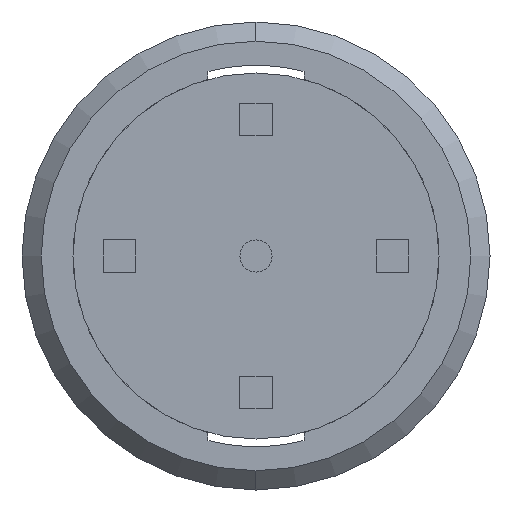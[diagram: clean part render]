
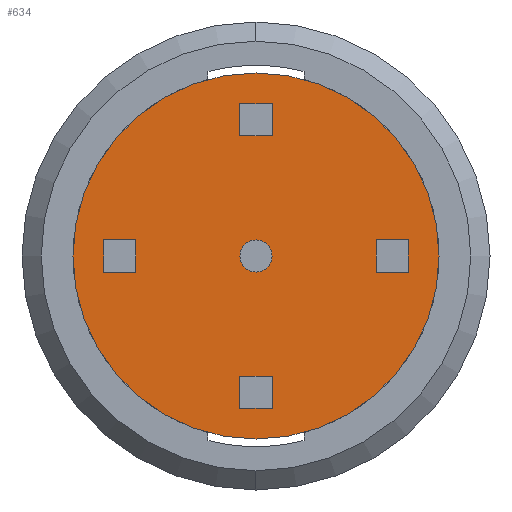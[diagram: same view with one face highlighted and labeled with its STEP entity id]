
A CAD part, front view. The second image highlights one B-rep face of the part: STEP entity #634.
In plain terms, the highlighted planar face has unit normal (0, -1, 0).
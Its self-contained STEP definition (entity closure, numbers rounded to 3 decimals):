
#19=CARTESIAN_POINT('',(0.,0.,0.));
#20=DIRECTION('',(0.,1.,0.));
#21=DIRECTION('',(0.,0.,1.));
#22=AXIS2_PLACEMENT_3D('',#19,#20,#21);
#24=CARTESIAN_POINT('',(0.,0.,0.));
#25=DIRECTION('',(0.,1.,0.));
#26=DIRECTION('',(0.,0.,-1.));
#27=AXIS2_PLACEMENT_3D('',#24,#25,#26);
#29=CARTESIAN_POINT('',(0.,0.,0.));
#30=DIRECTION('',(0.,-1.,0.));
#31=DIRECTION('',(0.,0.,1.));
#32=AXIS2_PLACEMENT_3D('',#29,#30,#31);
#34=CARTESIAN_POINT('',(0.,0.,0.));
#35=DIRECTION('',(0.,-1.,0.));
#36=DIRECTION('',(0.,0.,-1.));
#37=AXIS2_PLACEMENT_3D('',#34,#35,#36);
#235=DIRECTION('',(-1.,0.,0.));
#236=VECTOR('',#235,1.);
#237=CARTESIAN_POINT('',(4.75,0.,-0.5));
#238=LINE('',#237,#236);
#243=DIRECTION('',(0.,0.,1.));
#244=VECTOR('',#243,1.);
#245=CARTESIAN_POINT('',(3.75,0.,-0.5));
#246=LINE('',#245,#244);
#251=DIRECTION('',(1.,0.,0.));
#252=VECTOR('',#251,1.);
#253=CARTESIAN_POINT('',(3.75,0.,0.5));
#254=LINE('',#253,#252);
#259=DIRECTION('',(0.,0.,-1.));
#260=VECTOR('',#259,1.);
#261=CARTESIAN_POINT('',(4.75,0.,0.5));
#262=LINE('',#261,#260);
#283=DIRECTION('',(0.,0.,-1.));
#284=VECTOR('',#283,1.);
#285=CARTESIAN_POINT('',(-3.75,0.,0.5));
#286=LINE('',#285,#284);
#291=DIRECTION('',(-1.,0.,0.));
#292=VECTOR('',#291,1.);
#293=CARTESIAN_POINT('',(-3.75,0.,-0.5));
#294=LINE('',#293,#292);
#299=DIRECTION('',(0.,0.,1.));
#300=VECTOR('',#299,1.);
#301=CARTESIAN_POINT('',(-4.75,0.,-0.5));
#302=LINE('',#301,#300);
#307=DIRECTION('',(1.,0.,0.));
#308=VECTOR('',#307,1.);
#309=CARTESIAN_POINT('',(-4.75,0.,0.5));
#310=LINE('',#309,#308);
#331=DIRECTION('',(0.,0.,-1.));
#332=VECTOR('',#331,1.);
#333=CARTESIAN_POINT('',(0.5,0.,4.75));
#334=LINE('',#333,#332);
#339=DIRECTION('',(-1.,0.,0.));
#340=VECTOR('',#339,1.);
#341=CARTESIAN_POINT('',(0.5,0.,3.75));
#342=LINE('',#341,#340);
#347=DIRECTION('',(0.,0.,1.));
#348=VECTOR('',#347,1.);
#349=CARTESIAN_POINT('',(-0.5,0.,3.75));
#350=LINE('',#349,#348);
#355=DIRECTION('',(1.,0.,0.));
#356=VECTOR('',#355,1.);
#357=CARTESIAN_POINT('',(-0.5,0.,4.75));
#358=LINE('',#357,#356);
#379=DIRECTION('',(1.,0.,0.));
#380=VECTOR('',#379,1.);
#381=CARTESIAN_POINT('',(-0.5,0.,-3.75));
#382=LINE('',#381,#380);
#387=DIRECTION('',(0.,0.,-1.));
#388=VECTOR('',#387,1.);
#389=CARTESIAN_POINT('',(0.5,0.,-3.75));
#390=LINE('',#389,#388);
#395=DIRECTION('',(-1.,0.,0.));
#396=VECTOR('',#395,1.);
#397=CARTESIAN_POINT('',(0.5,0.,-4.75));
#398=LINE('',#397,#396);
#403=DIRECTION('',(0.,0.,1.));
#404=VECTOR('',#403,1.);
#405=CARTESIAN_POINT('',(-0.5,0.,-4.75));
#406=LINE('',#405,#404);
#431=CARTESIAN_POINT('',(0.,0.,0.5));
#432=VERTEX_POINT('',#431);
#433=CARTESIAN_POINT('',(0.,0.,-0.5));
#434=VERTEX_POINT('',#433);
#435=CARTESIAN_POINT('',(0.,0.,5.715));
#436=CARTESIAN_POINT('',(0.,0.,-5.715));
#437=VERTEX_POINT('',#435);
#438=VERTEX_POINT('',#436);
#439=CARTESIAN_POINT('',(4.75,0.,-0.5));
#440=CARTESIAN_POINT('',(3.75,0.,-0.5));
#441=VERTEX_POINT('',#439);
#442=VERTEX_POINT('',#440);
#443=CARTESIAN_POINT('',(4.75,0.,0.5));
#444=VERTEX_POINT('',#443);
#445=CARTESIAN_POINT('',(3.75,0.,0.5));
#446=VERTEX_POINT('',#445);
#447=CARTESIAN_POINT('',(-3.75,0.,0.5));
#448=CARTESIAN_POINT('',(-3.75,0.,-0.5));
#449=VERTEX_POINT('',#447);
#450=VERTEX_POINT('',#448);
#451=CARTESIAN_POINT('',(-4.75,0.,0.5));
#452=VERTEX_POINT('',#451);
#453=CARTESIAN_POINT('',(-4.75,0.,-0.5));
#454=VERTEX_POINT('',#453);
#455=CARTESIAN_POINT('',(0.5,0.,4.75));
#456=CARTESIAN_POINT('',(0.5,0.,3.75));
#457=VERTEX_POINT('',#455);
#458=VERTEX_POINT('',#456);
#459=CARTESIAN_POINT('',(-0.5,0.,4.75));
#460=VERTEX_POINT('',#459);
#461=CARTESIAN_POINT('',(-0.5,0.,3.75));
#462=VERTEX_POINT('',#461);
#463=CARTESIAN_POINT('',(-0.5,0.,-3.75));
#464=CARTESIAN_POINT('',(0.5,0.,-3.75));
#465=VERTEX_POINT('',#463);
#466=VERTEX_POINT('',#464);
#467=CARTESIAN_POINT('',(-0.5,0.,-4.75));
#468=VERTEX_POINT('',#467);
#469=CARTESIAN_POINT('',(0.5,0.,-4.75));
#470=VERTEX_POINT('',#469);
#579=CARTESIAN_POINT('',(-5.715,0.,0.));
#580=DIRECTION('',(0.,1.,0.));
#581=DIRECTION('',(0.,0.,1.));
#582=AXIS2_PLACEMENT_3D('',#579,#580,#581);
#583=PLANE('',#582);
#585=ORIENTED_EDGE('',*,*,#584,.T.);
#587=ORIENTED_EDGE('',*,*,#586,.T.);
#588=EDGE_LOOP('',(#585,#587));
#589=FACE_OUTER_BOUND('',#588,.F.);
#591=ORIENTED_EDGE('',*,*,#590,.F.);
#593=ORIENTED_EDGE('',*,*,#592,.F.);
#595=ORIENTED_EDGE('',*,*,#594,.F.);
#597=ORIENTED_EDGE('',*,*,#596,.F.);
#598=EDGE_LOOP('',(#591,#593,#595,#597));
#599=FACE_BOUND('',#598,.F.);
#601=ORIENTED_EDGE('',*,*,#600,.F.);
#603=ORIENTED_EDGE('',*,*,#602,.F.);
#605=ORIENTED_EDGE('',*,*,#604,.F.);
#607=ORIENTED_EDGE('',*,*,#606,.F.);
#608=EDGE_LOOP('',(#601,#603,#605,#607));
#609=FACE_BOUND('',#608,.F.);
#610=ORIENTED_EDGE('',*,*,#572,.T.);
#611=ORIENTED_EDGE('',*,*,#548,.T.);
#612=EDGE_LOOP('',(#610,#611));
#613=FACE_BOUND('',#612,.F.);
#615=ORIENTED_EDGE('',*,*,#614,.F.);
#617=ORIENTED_EDGE('',*,*,#616,.F.);
#619=ORIENTED_EDGE('',*,*,#618,.F.);
#621=ORIENTED_EDGE('',*,*,#620,.F.);
#622=EDGE_LOOP('',(#615,#617,#619,#621));
#623=FACE_BOUND('',#622,.F.);
#625=ORIENTED_EDGE('',*,*,#624,.F.);
#627=ORIENTED_EDGE('',*,*,#626,.F.);
#629=ORIENTED_EDGE('',*,*,#628,.F.);
#631=ORIENTED_EDGE('',*,*,#630,.F.);
#632=EDGE_LOOP('',(#625,#627,#629,#631));
#633=FACE_BOUND('',#632,.F.);
#23=CIRCLE('',#22,5.715);
#28=CIRCLE('',#27,5.715);
#33=CIRCLE('',#32,0.5);
#38=CIRCLE('',#37,0.5);
#548=EDGE_CURVE('',#434,#432,#38,.T.);
#572=EDGE_CURVE('',#432,#434,#33,.T.);
#584=EDGE_CURVE('',#437,#438,#23,.T.);
#586=EDGE_CURVE('',#438,#437,#28,.T.);
#590=EDGE_CURVE('',#441,#442,#238,.T.);
#592=EDGE_CURVE('',#444,#441,#262,.T.);
#594=EDGE_CURVE('',#446,#444,#254,.T.);
#596=EDGE_CURVE('',#442,#446,#246,.T.);
#600=EDGE_CURVE('',#449,#450,#286,.T.);
#602=EDGE_CURVE('',#452,#449,#310,.T.);
#604=EDGE_CURVE('',#454,#452,#302,.T.);
#606=EDGE_CURVE('',#450,#454,#294,.T.);
#614=EDGE_CURVE('',#457,#458,#334,.T.);
#616=EDGE_CURVE('',#460,#457,#358,.T.);
#618=EDGE_CURVE('',#462,#460,#350,.T.);
#620=EDGE_CURVE('',#458,#462,#342,.T.);
#624=EDGE_CURVE('',#465,#466,#382,.T.);
#626=EDGE_CURVE('',#468,#465,#406,.T.);
#628=EDGE_CURVE('',#470,#468,#398,.T.);
#630=EDGE_CURVE('',#466,#470,#390,.T.);
#634=ADVANCED_FACE('',(#589,#599,#609,#613,#623,#633),#583,.F.);
